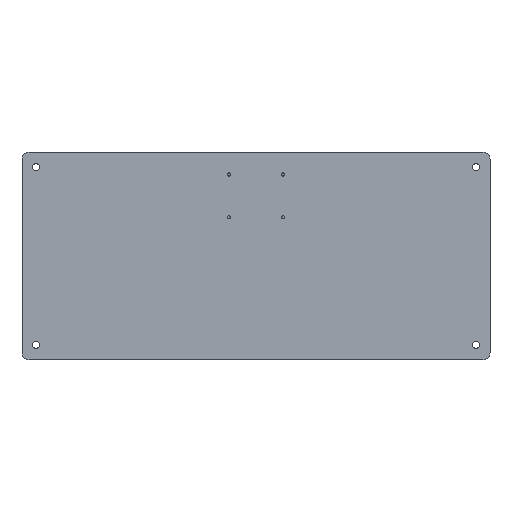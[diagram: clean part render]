
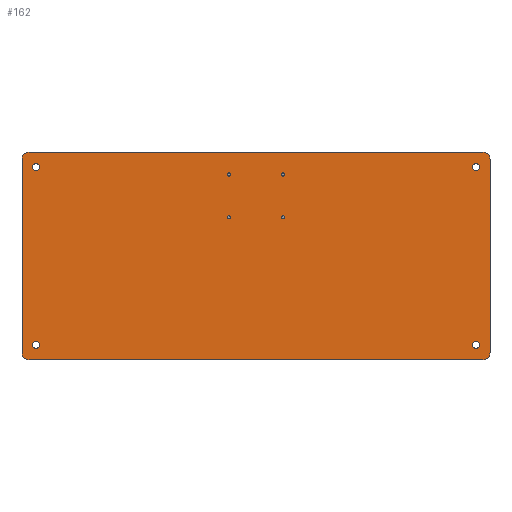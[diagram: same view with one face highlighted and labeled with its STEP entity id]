
A CAD part, front view. The second image highlights one B-rep face of the part: STEP entity #162.
In plain terms, the highlighted planar face has unit normal (0, -1, 0).
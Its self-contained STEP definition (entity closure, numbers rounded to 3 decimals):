
#162=ADVANCED_FACE('',(#612,#614,#616,#618,#620,#622,#624,#626,#628),#630,.F.);
#612=FACE_BOUND('',#613,.T.);
#613=EDGE_LOOP('',(#1458,#1459,#1460,#1461,#1462,#1463,#1464,#1465));
#614=FACE_BOUND('',#615,.T.);
#615=EDGE_LOOP('',(#1466));
#616=FACE_BOUND('',#617,.T.);
#617=EDGE_LOOP('',(#1467));
#618=FACE_BOUND('',#619,.T.);
#619=EDGE_LOOP('',(#1468));
#620=FACE_BOUND('',#621,.T.);
#621=EDGE_LOOP('',(#1469));
#622=FACE_BOUND('',#623,.T.);
#623=EDGE_LOOP('',(#1470));
#624=FACE_BOUND('',#625,.T.);
#625=EDGE_LOOP('',(#1471));
#626=FACE_BOUND('',#627,.T.);
#627=EDGE_LOOP('',(#1472));
#628=FACE_BOUND('',#629,.T.);
#629=EDGE_LOOP('',(#1473));
#630=PLANE('',#631);
#631=AXIS2_PLACEMENT_3D('',#632,#633,#634);
#632=CARTESIAN_POINT('',(0.,0.,0.));
#633=DIRECTION('',(0.,1.,0.));
#634=DIRECTION('',(-1.,0.,0.));
#1458=ORIENTED_EDGE('',*,*,#1764,.F.);
#1459=ORIENTED_EDGE('',*,*,#1765,.F.);
#1460=ORIENTED_EDGE('',*,*,#1766,.F.);
#1461=ORIENTED_EDGE('',*,*,#1767,.F.);
#1462=ORIENTED_EDGE('',*,*,#1768,.F.);
#1463=ORIENTED_EDGE('',*,*,#1769,.F.);
#1464=ORIENTED_EDGE('',*,*,#1770,.F.);
#1465=ORIENTED_EDGE('',*,*,#1771,.F.);
#1466=ORIENTED_EDGE('',*,*,#1772,.T.);
#1467=ORIENTED_EDGE('',*,*,#1773,.T.);
#1468=ORIENTED_EDGE('',*,*,#1774,.T.);
#1469=ORIENTED_EDGE('',*,*,#1775,.T.);
#1470=ORIENTED_EDGE('',*,*,#1776,.T.);
#1471=ORIENTED_EDGE('',*,*,#1777,.T.);
#1472=ORIENTED_EDGE('',*,*,#1778,.T.);
#1473=ORIENTED_EDGE('',*,*,#1779,.T.);
#1764=EDGE_CURVE('',#1917,#1918,#1919,.T.);
#1765=EDGE_CURVE('',#1920,#1917,#1921,.T.);
#1766=EDGE_CURVE('',#1922,#1920,#1923,.T.);
#1767=EDGE_CURVE('',#1924,#1922,#1925,.T.);
#1768=EDGE_CURVE('',#1926,#1924,#1927,.T.);
#1769=EDGE_CURVE('',#1928,#1926,#1929,.T.);
#1770=EDGE_CURVE('',#1930,#1928,#1931,.T.);
#1771=EDGE_CURVE('',#1918,#1930,#1932,.T.);
#1772=EDGE_CURVE('',#1933,#1933,#1934,.T.);
#1773=EDGE_CURVE('',#1935,#1935,#1936,.T.);
#1774=EDGE_CURVE('',#1937,#1937,#1938,.T.);
#1775=EDGE_CURVE('',#1939,#1939,#1940,.T.);
#1776=EDGE_CURVE('',#1941,#1941,#1942,.T.);
#1777=EDGE_CURVE('',#1943,#1943,#1944,.T.);
#1778=EDGE_CURVE('',#1945,#1945,#1946,.T.);
#1779=EDGE_CURVE('',#1947,#1947,#1948,.T.);
#1917=VERTEX_POINT('',#2177);
#1918=VERTEX_POINT('',#2178);
#1919=CIRCLE('',#2179,5.);
#1920=VERTEX_POINT('',#2183);
#1921=LINE('',#2184,#2185);
#1922=VERTEX_POINT('',#2187);
#1923=CIRCLE('',#2188,5.);
#1924=VERTEX_POINT('',#2192);
#1925=LINE('',#2193,#2194);
#1926=VERTEX_POINT('',#2196);
#1927=CIRCLE('',#2197,5.);
#1928=VERTEX_POINT('',#2201);
#1929=LINE('',#2202,#2203);
#1930=VERTEX_POINT('',#2205);
#1931=CIRCLE('',#2206,5.);
#1932=LINE('',#2210,#2211);
#1933=VERTEX_POINT('',#2213);
#1934=CIRCLE('',#2214,2.5);
#1935=VERTEX_POINT('',#2218);
#1936=CIRCLE('',#2219,2.5);
#1937=VERTEX_POINT('',#2223);
#1938=CIRCLE('',#2224,2.5);
#1939=VERTEX_POINT('',#2228);
#1940=CIRCLE('',#2229,2.5);
#1941=VERTEX_POINT('',#2233);
#1942=CIRCLE('',#2234,1.125);
#1943=VERTEX_POINT('',#2238);
#1944=CIRCLE('',#2239,1.125);
#1945=VERTEX_POINT('',#2243);
#1946=CIRCLE('',#2244,1.125);
#1947=VERTEX_POINT('',#2248);
#1948=CIRCLE('',#2249,1.125);
#2177=CARTESIAN_POINT('',(-302.017,0.,115.043));
#2178=CARTESIAN_POINT('',(-297.017,0.,120.043));
#2179=AXIS2_PLACEMENT_3D('',#2180,#2181,#2182);
#2180=CARTESIAN_POINT('',(-297.017,0.,115.043));
#2181=DIRECTION('',(0.,1.,0.));
#2182=DIRECTION('',(-1.,0.,0.));
#2183=CARTESIAN_POINT('',(-302.017,0.,-19.957));
#2184=CARTESIAN_POINT('',(-302.017,0.,-19.957));
#2185=VECTOR('',#2186,1.);
#2186=DIRECTION('',(0.,0.,1.));
#2187=CARTESIAN_POINT('',(-297.017,0.,-24.957));
#2188=AXIS2_PLACEMENT_3D('',#2189,#2190,#2191);
#2189=CARTESIAN_POINT('',(-297.017,0.,-19.957));
#2190=DIRECTION('',(0.,1.,0.));
#2191=DIRECTION('',(0.,0.,-1.));
#2192=CARTESIAN_POINT('',(19.983,0.,-24.957));
#2193=CARTESIAN_POINT('',(19.983,0.,-24.957));
#2194=VECTOR('',#2195,1.);
#2195=DIRECTION('',(-1.,0.,0.));
#2196=CARTESIAN_POINT('',(24.983,0.,-19.957));
#2197=AXIS2_PLACEMENT_3D('',#2198,#2199,#2200);
#2198=CARTESIAN_POINT('',(19.983,0.,-19.957));
#2199=DIRECTION('',(0.,1.,0.));
#2200=DIRECTION('',(1.,0.,0.));
#2201=CARTESIAN_POINT('',(24.983,0.,115.043));
#2202=CARTESIAN_POINT('',(24.983,0.,115.043));
#2203=VECTOR('',#2204,1.);
#2204=DIRECTION('',(0.,0.,-1.));
#2205=CARTESIAN_POINT('',(19.983,0.,120.043));
#2206=AXIS2_PLACEMENT_3D('',#2207,#2208,#2209);
#2207=CARTESIAN_POINT('',(19.983,0.,115.043));
#2208=DIRECTION('',(0.,1.,0.));
#2209=DIRECTION('',(0.,0.,1.));
#2210=CARTESIAN_POINT('',(-297.017,0.,120.043));
#2211=VECTOR('',#2212,1.);
#2212=DIRECTION('',(1.,0.,0.));
#2213=CARTESIAN_POINT('',(12.693,0.,109.648));
#2214=AXIS2_PLACEMENT_3D('',#2215,#2216,#2217);
#2215=CARTESIAN_POINT('',(15.193,0.,109.648));
#2216=DIRECTION('',(0.,1.,0.));
#2217=DIRECTION('',(-1.,0.,0.));
#2218=CARTESIAN_POINT('',(-289.727,0.,109.648));
#2219=AXIS2_PLACEMENT_3D('',#2220,#2221,#2222);
#2220=CARTESIAN_POINT('',(-292.227,0.,109.648));
#2221=DIRECTION('',(0.,1.,0.));
#2222=DIRECTION('',(1.,0.,0.));
#2223=CARTESIAN_POINT('',(12.693,0.,-14.562));
#2224=AXIS2_PLACEMENT_3D('',#2225,#2226,#2227);
#2225=CARTESIAN_POINT('',(15.193,0.,-14.562));
#2226=DIRECTION('',(0.,1.,0.));
#2227=DIRECTION('',(-1.,0.,0.));
#2228=CARTESIAN_POINT('',(-294.727,0.,-14.562));
#2229=AXIS2_PLACEMENT_3D('',#2230,#2231,#2232);
#2230=CARTESIAN_POINT('',(-292.227,0.,-14.562));
#2231=DIRECTION('',(0.,1.,0.));
#2232=DIRECTION('',(-1.,0.,0.));
#2233=CARTESIAN_POINT('',(-158.642,0.,104.543));
#2234=AXIS2_PLACEMENT_3D('',#2235,#2236,#2237);
#2235=CARTESIAN_POINT('',(-157.517,0.,104.543));
#2236=DIRECTION('',(0.,1.,0.));
#2237=DIRECTION('',(-1.,0.,0.));
#2238=CARTESIAN_POINT('',(-158.642,0.,74.543));
#2239=AXIS2_PLACEMENT_3D('',#2240,#2241,#2242);
#2240=CARTESIAN_POINT('',(-157.517,0.,74.543));
#2241=DIRECTION('',(0.,1.,0.));
#2242=DIRECTION('',(-1.,0.,0.));
#2243=CARTESIAN_POINT('',(-120.642,0.,104.543));
#2244=AXIS2_PLACEMENT_3D('',#2245,#2246,#2247);
#2245=CARTESIAN_POINT('',(-119.517,0.,104.543));
#2246=DIRECTION('',(0.,1.,0.));
#2247=DIRECTION('',(-1.,0.,0.));
#2248=CARTESIAN_POINT('',(-120.642,0.,74.543));
#2249=AXIS2_PLACEMENT_3D('',#2250,#2251,#2252);
#2250=CARTESIAN_POINT('',(-119.517,0.,74.543));
#2251=DIRECTION('',(0.,1.,0.));
#2252=DIRECTION('',(-1.,0.,0.));
